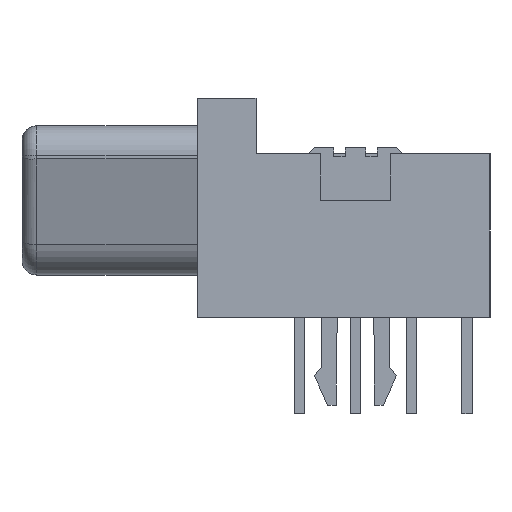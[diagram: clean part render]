
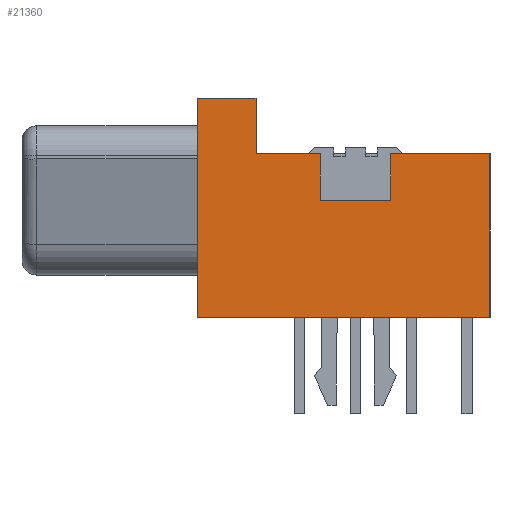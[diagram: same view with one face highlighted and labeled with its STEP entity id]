
A CAD part, left-side view. The second image highlights one B-rep face of the part: STEP entity #21360.
In plain terms, the highlighted planar face has unit normal (-1, 0, 0).
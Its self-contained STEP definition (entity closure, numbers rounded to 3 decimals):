
#6660=CARTESIAN_POINT('',(-37.643,6.378,
-24.457));
#6670=VERTEX_POINT('V621',#6660);
#6700=CARTESIAN_POINT('',(-37.643,6.378,0.));
#6710=DIRECTION('',(0.,0.,1.));
#6720=VECTOR('',#6710,1.);
#6730=LINE('',#6700,#6720);
#6740=CARTESIAN_POINT('',(-37.643,6.378,
-31.957));
#6750=VERTEX_POINT('V620',#6740);
#6760=EDGE_CURVE('E810',#6750,#6670,#6730,.T.);
#20620=CARTESIAN_POINT('',(-37.643,1.328,
-28.257));
#20630=DIRECTION('',(-1.,0.,0.));
#20640=DIRECTION('',(0.,1.,0.));
#20650=AXIS2_PLACEMENT_3D('',#20620,#20630,#20640);
#20660=PLANE('',#20650);
#20670=CARTESIAN_POINT('',(-37.643,0.,-24.457));
#20680=DIRECTION('',(0.,-1.,0.));
#20690=VECTOR('',#20680,1.);
#20700=LINE('',#20670,#20690);
#20710=CARTESIAN_POINT('',(-37.643,4.378,
-24.457));
#20720=VERTEX_POINT('V654',#20710);
#20730=EDGE_CURVE('E864',#6670,#20720,#20700,.T.);
#20740=ORIENTED_EDGE('',*,*,#20730,.F.);
#20750=CARTESIAN_POINT('',(-37.643,4.378,0.));
#20760=DIRECTION('',(0.,0.,-1.));
#20770=VECTOR('',#20760,1.);
#20780=LINE('',#20750,#20770);
#20790=CARTESIAN_POINT('',(-37.643,4.378,
-26.357));
#20800=VERTEX_POINT('V663',#20790);
#20810=EDGE_CURVE('E881',#20720,#20800,#20780,.T.);
#20820=ORIENTED_EDGE('',*,*,#20810,.F.);
#20830=CARTESIAN_POINT('',(-37.643,0.,-26.357));
#20840=DIRECTION('',(0.,-1.,0.));
#20850=VECTOR('',#20840,1.);
#20860=LINE('',#20830,#20850);
#20870=CARTESIAN_POINT('',(-37.643,2.181,
-26.357));
#20880=VERTEX_POINT('V587',#20870);
#20890=EDGE_CURVE('E886',#20800,#20880,#20860,.T.);
#20900=ORIENTED_EDGE('',*,*,#20890,.F.);
#20910=CARTESIAN_POINT('',(-37.643,2.181,0.));
#20920=DIRECTION('',(0.,0.,1.));
#20930=VECTOR('',#20920,1.);
#20940=LINE('',#20910,#20930);
#20950=CARTESIAN_POINT('',(-37.643,2.181,
-27.957));
#20960=VERTEX_POINT('V588',#20950);
#20970=EDGE_CURVE('E768',#20960,#20880,#20940,.T.);
#20980=ORIENTED_EDGE('',*,*,#20970,.T.);
#20990=CARTESIAN_POINT('',(-37.643,0.,-27.957));
#21000=DIRECTION('',(0.,1.,0.));
#21010=VECTOR('',#21000,1.);
#21020=LINE('',#20990,#21010);
#21030=CARTESIAN_POINT('',(-37.643,-0.226,
-27.957));
#21040=VERTEX_POINT('V575',#21030);
#21050=EDGE_CURVE('E885',#21040,#20960,#21020,.T.);
#21060=ORIENTED_EDGE('',*,*,#21050,.T.);
#21070=CARTESIAN_POINT('',(-37.643,-0.226,0.));
#21080=DIRECTION('',(0.,0.,-1.));
#21090=VECTOR('',#21080,1.);
#21100=LINE('',#21070,#21090);
#21110=CARTESIAN_POINT('',(-37.643,-0.226,
-26.357));
#21120=VERTEX_POINT('V574',#21110);
#21130=EDGE_CURVE('E750',#21120,#21040,#21100,.T.);
#21140=ORIENTED_EDGE('',*,*,#21130,.T.);
#21150=CARTESIAN_POINT('',(-37.643,-3.622,
-26.357));
#21160=VERTEX_POINT('V665',#21150);
#21170=EDGE_CURVE('E884',#21120,#21160,#20860,.T.);
#21180=ORIENTED_EDGE('',*,*,#21170,.F.);
#21190=CARTESIAN_POINT('',(-37.643,-3.622,0.));
#21200=DIRECTION('',(0.,0.,1.));
#21210=VECTOR('',#21200,1.);
#21220=LINE('',#21190,#21210);
#21230=CARTESIAN_POINT('',(-37.643,-3.622,
-31.957));
#21240=VERTEX_POINT('V664',#21230);
#21250=EDGE_CURVE('E883',#21240,#21160,#21220,.T.);
#21260=ORIENTED_EDGE('',*,*,#21250,.T.);
#21270=CARTESIAN_POINT('',(-37.643,0.,-31.957));
#21280=DIRECTION('',(0.,1.,0.));
#21290=VECTOR('',#21280,1.);
#21300=LINE('',#21270,#21290);
#21310=EDGE_CURVE('E882',#21240,#6750,#21300,.T.);
#21320=ORIENTED_EDGE('',*,*,#21310,.F.);
#21330=ORIENTED_EDGE('',*,*,#6760,.F.);
#21340=EDGE_LOOP('',(#21330,#21320,#21260,#21180,#21140,#21060,#20980,
#20900,#20820,#20740));
#21350=FACE_OUTER_BOUND('',#21340,.T.);
#21360=ADVANCED_FACE('F240',(#21350),#20660,.T.);
